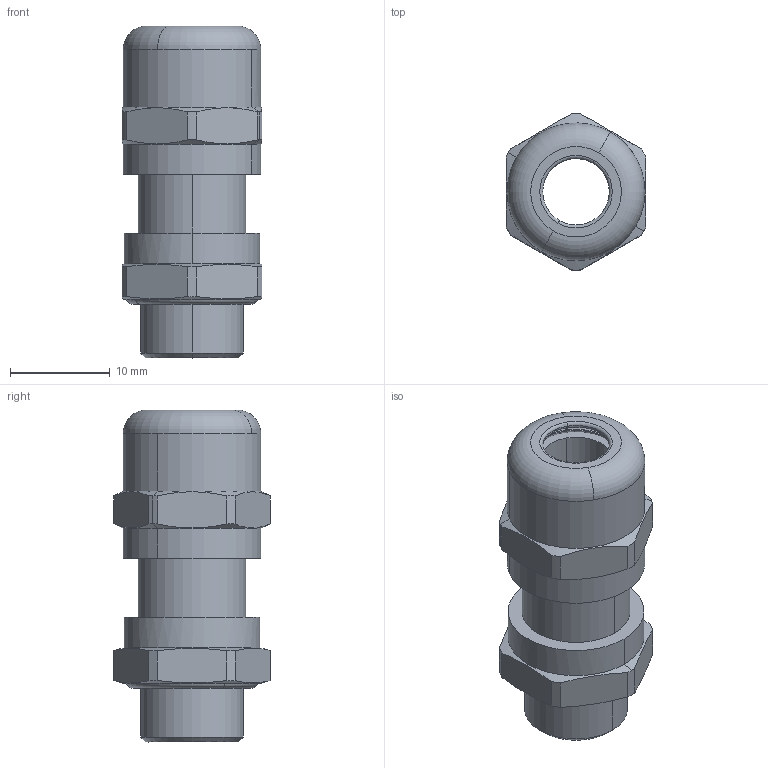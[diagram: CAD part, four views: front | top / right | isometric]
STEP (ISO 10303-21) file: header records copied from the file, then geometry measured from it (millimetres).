
FILE_DESCRIPTION(('CATIA V5R24 STEP','CAx-IF Rec.Pracs.--- Model Styling and Organization---1.2---2011-12-15'),'2;1');
FILE_NAME ('D1462076_0_2435070000_2435070000.stp','2018-03-21T09:25:49+00:00',('none'),('Weidmueller'),'CATIA Version 5-6 Release 2014 SP4 HF52','CATIA V5 STEP AP214','none');
FILE_SCHEMA(('AUTOMOTIVE_DESIGN { 1 0 10303 214 1 1 1 1 }'));
Length unit declared in the file: millimetre
Products named in the file (1): 63075_VG_M12
Bounding box: 14 x 15.65 x 33.23 mm (x, y, z)
Volume: 2013.4 mm3; surface area: 4877.4 mm2
Topology: 5 solids, 5 shells, 160 faces, 396 edges, 254 vertices
Faces by surface type: cylinder 60, plane 48, cone 32, torus 20
Entity records: 5303 total; most frequent: CARTESIAN_POINT 1681, ORIENTED_EDGE 792, DIRECTION 607, EDGE_CURVE 396, AXIS2_PLACEMENT_3D 329, VERTEX_POINT 254, EDGE_LOOP 178, CIRCLE 175
